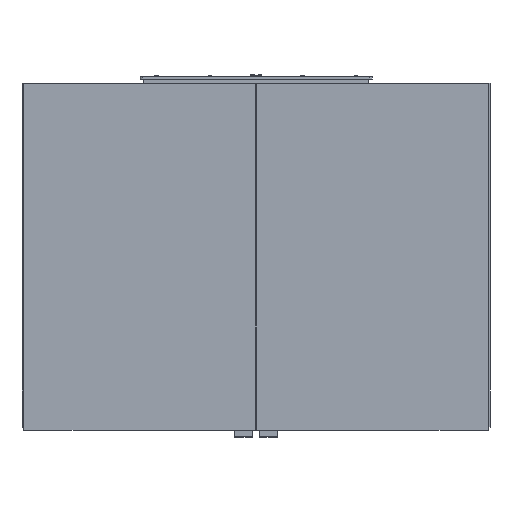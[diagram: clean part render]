
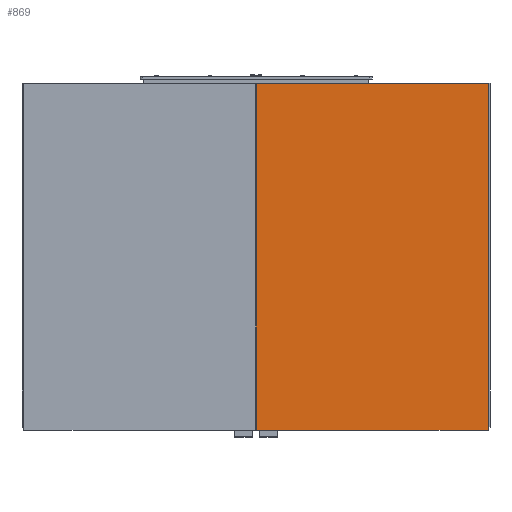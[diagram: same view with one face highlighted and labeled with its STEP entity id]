
A CAD part, front view. The second image highlights one B-rep face of the part: STEP entity #869.
In plain terms, the highlighted planar face has unit normal (0, -1, 0).
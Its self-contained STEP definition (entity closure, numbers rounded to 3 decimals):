
#869=ADVANCED_FACE($,(#2118),#17653,.T.);
#2118=FACE_OUTER_BOUND($,#3411,.T.);
#3411=EDGE_LOOP($,(#8235,#8236,#8237,#8238));
#8235=ORIENTED_EDGE($,*,*,#13326,.F.);
#8236=ORIENTED_EDGE($,*,*,#13329,.F.);
#8237=ORIENTED_EDGE($,*,*,#13324,.F.);
#8238=ORIENTED_EDGE($,*,*,#13332,.T.);
#13324=EDGE_CURVE($,#16235,#16232,#21136,.T.);
#13326=EDGE_CURVE($,#16237,#16238,#21138,.T.);
#13329=EDGE_CURVE($,#16232,#16237,#21141,.T.);
#13332=EDGE_CURVE($,#16235,#16238,#21144,.T.);
#16232=VERTEX_POINT($,#34290);
#16235=VERTEX_POINT($,#34293);
#16237=VERTEX_POINT($,#34295);
#16238=VERTEX_POINT($,#34296);
#17653=PLANE($,#22632);
#21136=B_SPLINE_CURVE_WITH_KNOTS($,1,(#34266,#34267),.UNSPECIFIED.,.F.,.F.,
(2,2),(0.,746.),.UNSPECIFIED.);
#21138=B_SPLINE_CURVE_WITH_KNOTS($,1,(#34270,#34271),.UNSPECIFIED.,.F.,.F.,
(2,2),(-746.,0.),.UNSPECIFIED.);
#21141=B_SPLINE_CURVE_WITH_KNOTS($,1,(#34276,#34277),.UNSPECIFIED.,.F.,.F.,
(2,2),(-398.5,100.),.UNSPECIFIED.);
#21144=B_SPLINE_CURVE_WITH_KNOTS($,1,(#34282,#34283),.UNSPECIFIED.,.F.,.F.,
(2,2),(-100.,398.5),.UNSPECIFIED.);
#22632=AXIS2_PLACEMENT_3D($,#34288,#23249,$);
#23249=DIRECTION($,(0.,-1.,0.));
#34266=CARTESIAN_POINT($,(12877.903,4284.876,-0.5));
#34267=CARTESIAN_POINT($,(12877.903,4284.876,-746.5));
#34270=CARTESIAN_POINT($,(12379.403,4284.876,-746.5));
#34271=CARTESIAN_POINT($,(12379.403,4284.876,-0.5));
#34276=CARTESIAN_POINT($,(12877.903,4284.876,-746.5));
#34277=CARTESIAN_POINT($,(12379.403,4284.876,-746.5));
#34282=CARTESIAN_POINT($,(12877.903,4284.876,-0.5));
#34283=CARTESIAN_POINT($,(12379.403,4284.876,-0.5));
#34288=CARTESIAN_POINT($,(12379.403,4284.876,-0.5));
#34290=CARTESIAN_POINT($,(12877.903,4284.876,-746.5));
#34293=CARTESIAN_POINT($,(12877.903,4284.876,-0.5));
#34295=CARTESIAN_POINT($,(12379.403,4284.876,-746.5));
#34296=CARTESIAN_POINT($,(12379.403,4284.876,-0.5));
